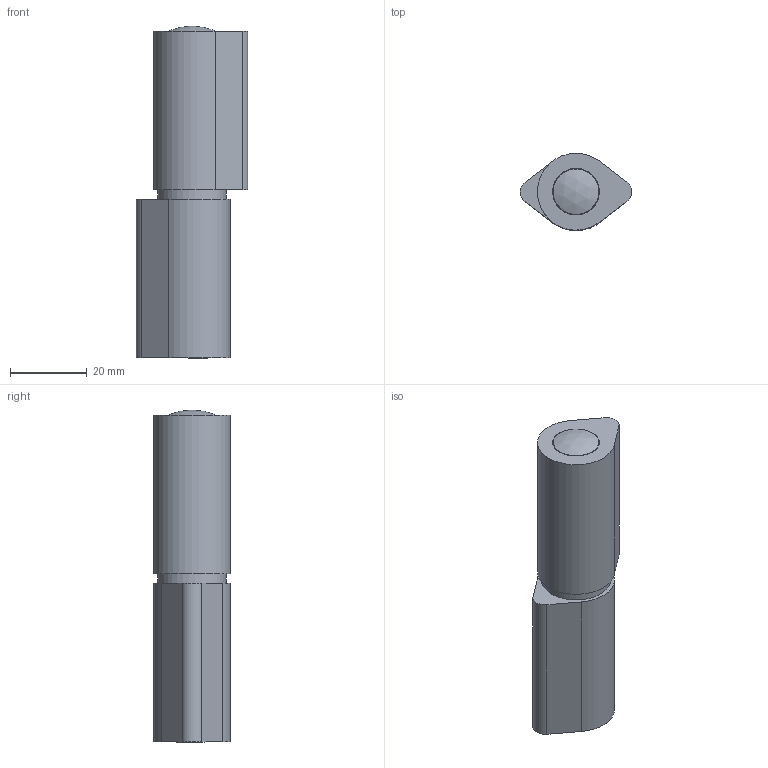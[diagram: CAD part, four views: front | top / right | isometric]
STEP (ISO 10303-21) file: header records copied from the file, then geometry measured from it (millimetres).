
FILE_DESCRIPTION(/* description */ (''),/* implementation_level */ '2;1');
FILE_NAME(/* name */ '1512SOG.stp',/* time_stamp */ '2019-08-05T13:40:02+02:00',/* author */ ('marc'),/* organization */ (''),/* preprocessor_version */ 'ST-DEVELOPER v17.2',/* originating_system */ 'Autodesk Inventor 2019',/* authorisation */ '');
FILE_SCHEMA (('AUTOMOTIVE_DESIGN { 1 0 10303 214 3 1 1 }'));
Length unit declared in the file: millimetre
Products named in the file (6): 1512SOG; 15246; 16407; 24812G; 24812; 07002009
Assembly tree (6 placements, depth 3):
  1512SOG
    15246
    16407  x2
    24812G
      24812
      07002009
Bounding box: 28.98 x 19.99 x 86.3 mm (x, y, z)
Volume: 28709.8 mm3; surface area: 14420 mm2
Topology: 5 solids, 5 shells, 537 faces, 1286 edges, 865 vertices
Faces by surface type: plane 509, cylinder 19, cone 4, sphere 3, bspline 2
Full cylindrical faces by diameter (mm): 1 x1, 5 x2, 5.2 x2, 6 x1, 8 x2, 10.85 x1, 11.85 x2, 12 x2, 12.5 x1, 18 x1
Entity records: 15658 total; most frequent: CARTESIAN_POINT 2753, DIRECTION 2618, ORIENTED_EDGE 2540, EDGE_CURVE 1270, LINE 998, VECTOR 998, VERTEX_POINT 855, AXIS2_PLACEMENT_3D 810
